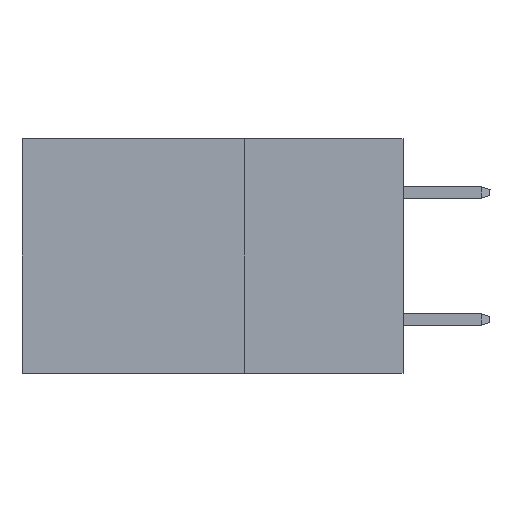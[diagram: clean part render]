
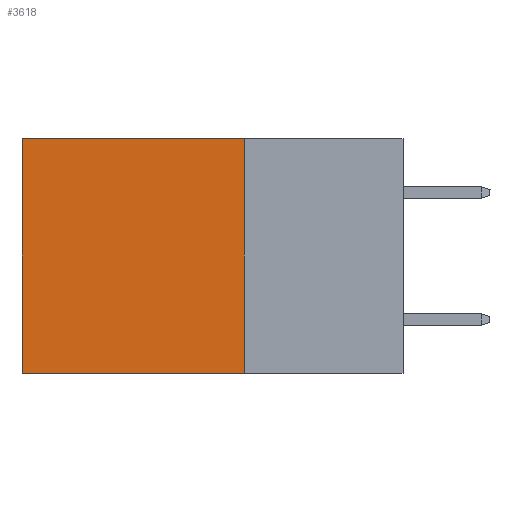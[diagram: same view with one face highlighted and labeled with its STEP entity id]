
A CAD part, left-side view. The second image highlights one B-rep face of the part: STEP entity #3618.
In plain terms, the highlighted planar face has unit normal (-1, 0, 0).
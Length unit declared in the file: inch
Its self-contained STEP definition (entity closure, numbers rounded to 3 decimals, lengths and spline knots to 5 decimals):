
#2155 = LINE ( 'NONE', #8931, #32871 ) ;
#3289 = DIRECTION ( 'NONE',  ( 0., 1., 0. ) ) ;
#3618 = ADVANCED_FACE ( 'NONE', ( #15674 ), #28720, .F. ) ;
#4247 = CARTESIAN_POINT ( 'NONE',  ( 0.2875, 0.6, 0. ) ) ;
#4410 = ORIENTED_EDGE ( 'NONE', *, *, #33567, .T. ) ;
#5446 = CARTESIAN_POINT ( 'NONE',  ( 0.2875, 0.25, 0. ) ) ;
#6044 = ORIENTED_EDGE ( 'NONE', *, *, #18769, .T. ) ;
#6323 = DIRECTION ( 'NONE',  ( 1., 0., 0. ) ) ;
#6548 = DIRECTION ( 'NONE',  ( 0., 0., -1. ) ) ;
#8412 = CARTESIAN_POINT ( 'NONE',  ( 0.2875, 0.25, 0. ) ) ;
#8831 = ORIENTED_EDGE ( 'NONE', *, *, #32745, .F. ) ;
#8931 = CARTESIAN_POINT ( 'NONE',  ( 0.2875, 0.25, 0. ) ) ;
#9024 = VECTOR ( 'NONE', #17956, 39.37008 ) ;
#11771 = CARTESIAN_POINT ( 'NONE',  ( 0.2875, 0.6, 0. ) ) ;
#12031 = DIRECTION ( 'NONE',  ( 0., 1., 0. ) ) ;
#14467 = AXIS2_PLACEMENT_3D ( 'NONE', #41807, #6323, #6548 ) ;
#15674 = FACE_OUTER_BOUND ( 'NONE', #34681, .T. ) ;
#17557 = CARTESIAN_POINT ( 'NONE',  ( 0.2875, 0.25, -0.37 ) ) ;
#17956 = DIRECTION ( 'NONE',  ( 0., 0., -1. ) ) ;
#18769 = EDGE_CURVE ( 'NONE', #26546, #33065, #28028, .T. ) ;
#25395 = DIRECTION ( 'NONE',  ( 0., 0., -1. ) ) ;
#25534 = VECTOR ( 'NONE', #3289, 39.37008 ) ;
#25875 = CARTESIAN_POINT ( 'NONE',  ( 0.2875, 0.25, -0.37 ) ) ;
#26003 = VERTEX_POINT ( 'NONE', #30606 ) ;
#26546 = VERTEX_POINT ( 'NONE', #5446 ) ;
#28028 = LINE ( 'NONE', #8412, #29335 ) ;
#28720 = PLANE ( 'NONE',  #14467 ) ;
#29335 = VECTOR ( 'NONE', #12031, 39.37008 ) ;
#30606 = CARTESIAN_POINT ( 'NONE',  ( 0.2875, 0.6, -0.37 ) ) ;
#32745 = EDGE_CURVE ( 'NONE', #26546, #38111, #2155, .T. ) ;
#32871 = VECTOR ( 'NONE', #25395, 39.37008 ) ;
#33065 = VERTEX_POINT ( 'NONE', #4247 ) ;
#33567 = EDGE_CURVE ( 'NONE', #33065, #26003, #41067, .T. ) ;
#34580 = ORIENTED_EDGE ( 'NONE', *, *, #40937, .F. ) ;
#34681 = EDGE_LOOP ( 'NONE', ( #4410, #34580, #8831, #6044 ) ) ;
#38111 = VERTEX_POINT ( 'NONE', #17557 ) ;
#40937 = EDGE_CURVE ( 'NONE', #38111, #26003, #42149, .T. ) ;
#41067 = LINE ( 'NONE', #11771, #9024 ) ;
#41807 = CARTESIAN_POINT ( 'NONE',  ( 0.2875, 0.25, 0. ) ) ;
#42149 = LINE ( 'NONE', #25875, #25534 ) ;
